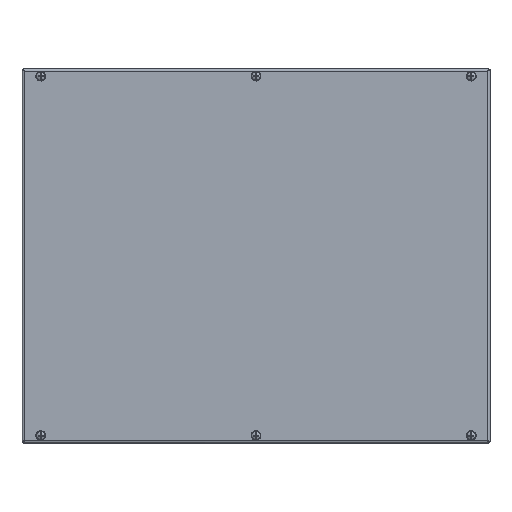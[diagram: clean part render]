
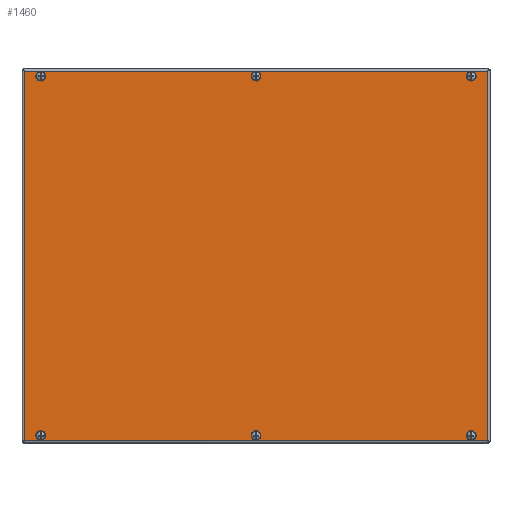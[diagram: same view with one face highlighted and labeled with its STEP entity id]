
A CAD part, top view. The second image highlights one B-rep face of the part: STEP entity #1460.
In plain terms, the highlighted face is planar.
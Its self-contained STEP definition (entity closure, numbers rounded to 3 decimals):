
#203 = AXIS2_PLACEMENT_3D ( 'NONE', #13971, #8897, #10704 ) ;
#610 = EDGE_LOOP ( 'NONE', ( #14915, #2438, #6366, #13832 ) ) ;
#904 = LINE ( 'NONE', #1423, #969 ) ;
#969 = VECTOR ( 'NONE', #1353, 1000. ) ;
#1246 = VERTEX_POINT ( 'NONE', #2656 ) ;
#1353 = DIRECTION ( 'NONE',  ( 1., 0., 0. ) ) ;
#1423 = CARTESIAN_POINT ( 'NONE',  ( -248.743, 197.5, 0. ) ) ;
#1460 = ADVANCED_FACE ( 'NONE', ( #4452, #3321, #2563, #2961, #2545, #2392, #2349 ), #12477, .F. ) ;
#1702 = ORIENTED_EDGE ( 'NONE', *, *, #10014, .F. ) ;
#2044 = EDGE_LOOP ( 'NONE', ( #9850 ) ) ;
#2145 = VECTOR ( 'NONE', #6844, 1000. ) ;
#2178 = LINE ( 'NONE', #6972, #2145 ) ;
#2349 = FACE_OUTER_BOUND ( 'NONE', #610, .T. ) ;
#2358 = VECTOR ( 'NONE', #7785, 1000. ) ;
#2392 = FACE_BOUND ( 'NONE', #2044, .T. ) ;
#2408 = LINE ( 'NONE', #7927, #2358 ) ;
#2438 = ORIENTED_EDGE ( 'NONE', *, *, #10923, .T. ) ;
#2545 = FACE_BOUND ( 'NONE', #7343, .T. ) ;
#2563 = FACE_BOUND ( 'NONE', #9550, .T. ) ;
#2594 = ORIENTED_EDGE ( 'NONE', *, *, #9787, .F. ) ;
#2616 = VECTOR ( 'NONE', #13340, 1000. ) ;
#2656 = CARTESIAN_POINT ( 'NONE',  ( -247.5, 197.5, 0. ) ) ;
#2961 = FACE_BOUND ( 'NONE', #15303, .T. ) ;
#3172 = CIRCLE ( 'NONE', #11194, 4. ) ;
#3321 = FACE_BOUND ( 'NONE', #8326, .T. ) ;
#3338 = CARTESIAN_POINT ( 'NONE',  ( 226., 192., 0. ) ) ;
#3413 = VERTEX_POINT ( 'NONE', #3338 ) ;
#3464 = CARTESIAN_POINT ( 'NONE',  ( -226., 192., 0. ) ) ;
#3484 = CARTESIAN_POINT ( 'NONE',  ( -234., -192., 0. ) ) ;
#3528 = CARTESIAN_POINT ( 'NONE',  ( 234., -192., 0. ) ) ;
#3553 = CARTESIAN_POINT ( 'NONE',  ( -4., 192., 0. ) ) ;
#3556 = VERTEX_POINT ( 'NONE', #3464 ) ;
#3571 = VERTEX_POINT ( 'NONE', #3484 ) ;
#3617 = VERTEX_POINT ( 'NONE', #3528 ) ;
#3620 = VERTEX_POINT ( 'NONE', #3553 ) ;
#3684 = CARTESIAN_POINT ( 'NONE',  ( 247.5, 197.5, 0. ) ) ;
#3752 = VERTEX_POINT ( 'NONE', #11587 ) ;
#3772 = VERTEX_POINT ( 'NONE', #3884 ) ;
#3884 = CARTESIAN_POINT ( 'NONE',  ( -4., -192., 0. ) ) ;
#4090 = CIRCLE ( 'NONE', #203, 4. ) ;
#4452 = FACE_BOUND ( 'NONE', #6651, .T. ) ;
#4592 = CIRCLE ( 'NONE', #12184, 4. ) ;
#4827 = CIRCLE ( 'NONE', #12486, 4. ) ;
#5053 = DIRECTION ( 'NONE',  ( -1., 0., 0. ) ) ;
#5074 = DIRECTION ( 'NONE',  ( 0., 0., -1. ) ) ;
#5099 = CARTESIAN_POINT ( 'NONE',  ( 0., -192., 0. ) ) ;
#5300 = CIRCLE ( 'NONE', #12928, 4. ) ;
#6179 = CIRCLE ( 'NONE', #14618, 4. ) ;
#6366 = ORIENTED_EDGE ( 'NONE', *, *, #11706, .T. ) ;
#6651 = EDGE_LOOP ( 'NONE', ( #9068 ) ) ;
#6844 = DIRECTION ( 'NONE',  ( 0., 1., 0. ) ) ;
#6972 = CARTESIAN_POINT ( 'NONE',  ( -247.5, -198.743, 0. ) ) ;
#7343 = EDGE_LOOP ( 'NONE', ( #16909 ) ) ;
#7785 = DIRECTION ( 'NONE',  ( -1., 0., 0. ) ) ;
#7927 = CARTESIAN_POINT ( 'NONE',  ( 248.743, -197.5, 0. ) ) ;
#8326 = EDGE_LOOP ( 'NONE', ( #2594 ) ) ;
#8422 = VERTEX_POINT ( 'NONE', #13011 ) ;
#8704 = ORIENTED_EDGE ( 'NONE', *, *, #10119, .F. ) ;
#8897 = DIRECTION ( 'NONE',  ( 0., 0., -1. ) ) ;
#9068 = ORIENTED_EDGE ( 'NONE', *, *, #9395, .F. ) ;
#9102 = DIRECTION ( 'NONE',  ( -1., 0., 0. ) ) ;
#9134 = DIRECTION ( 'NONE',  ( 0., 0., -1. ) ) ;
#9150 = CARTESIAN_POINT ( 'NONE',  ( 230., 192., 0. ) ) ;
#9186 = AXIS2_PLACEMENT_3D ( 'NONE', #16660, #12343, #11449 ) ;
#9395 = EDGE_CURVE ( 'NONE', #3772, #3772, #6179, .T. ) ;
#9550 = EDGE_LOOP ( 'NONE', ( #1702 ) ) ;
#9787 = EDGE_CURVE ( 'NONE', #3620, #3620, #5300, .T. ) ;
#9850 = ORIENTED_EDGE ( 'NONE', *, *, #10507, .F. ) ;
#10014 = EDGE_CURVE ( 'NONE', #3617, #3617, #4827, .T. ) ;
#10119 = EDGE_CURVE ( 'NONE', #3571, #3571, #4592, .T. ) ;
#10214 = EDGE_CURVE ( 'NONE', #3556, #3556, #4090, .T. ) ;
#10507 = EDGE_CURVE ( 'NONE', #3413, #3413, #3172, .T. ) ;
#10704 = DIRECTION ( 'NONE',  ( 1., 0., 0. ) ) ;
#10850 = EDGE_CURVE ( 'NONE', #3752, #8422, #2408, .T. ) ;
#10923 = EDGE_CURVE ( 'NONE', #8422, #1246, #2178, .T. ) ;
#11194 = AXIS2_PLACEMENT_3D ( 'NONE', #9150, #9134, #9102 ) ;
#11449 = DIRECTION ( 'NONE',  ( 1., 0., 0. ) ) ;
#11587 = CARTESIAN_POINT ( 'NONE',  ( 247.5, -197.5, 0. ) ) ;
#11706 = EDGE_CURVE ( 'NONE', #1246, #15918, #904, .T. ) ;
#11862 = DIRECTION ( 'NONE',  ( -1., 0., 0. ) ) ;
#11873 = DIRECTION ( 'NONE',  ( 0., 0., -1. ) ) ;
#11949 = EDGE_CURVE ( 'NONE', #15918, #3752, #11983, .T. ) ;
#11983 = LINE ( 'NONE', #13528, #2616 ) ;
#12184 = AXIS2_PLACEMENT_3D ( 'NONE', #14939, #11873, #11862 ) ;
#12343 = DIRECTION ( 'NONE',  ( 0., 0., 1. ) ) ;
#12477 = PLANE ( 'NONE',  #9186 ) ;
#12486 = AXIS2_PLACEMENT_3D ( 'NONE', #12602, #12584, #12582 ) ;
#12582 = DIRECTION ( 'NONE',  ( 1., 0., 0. ) ) ;
#12584 = DIRECTION ( 'NONE',  ( 0., 0., -1. ) ) ;
#12602 = CARTESIAN_POINT ( 'NONE',  ( 230., -192., 0. ) ) ;
#12928 = AXIS2_PLACEMENT_3D ( 'NONE', #14077, #14046, #13987 ) ;
#13011 = CARTESIAN_POINT ( 'NONE',  ( -247.5, -197.5, 0. ) ) ;
#13340 = DIRECTION ( 'NONE',  ( 0., -1., 0. ) ) ;
#13528 = CARTESIAN_POINT ( 'NONE',  ( 247.5, 198.743, 0. ) ) ;
#13832 = ORIENTED_EDGE ( 'NONE', *, *, #11949, .T. ) ;
#13971 = CARTESIAN_POINT ( 'NONE',  ( -230., 192., 0. ) ) ;
#13987 = DIRECTION ( 'NONE',  ( -1., 0., 0. ) ) ;
#14046 = DIRECTION ( 'NONE',  ( 0., 0., -1. ) ) ;
#14077 = CARTESIAN_POINT ( 'NONE',  ( 0., 192., 0. ) ) ;
#14618 = AXIS2_PLACEMENT_3D ( 'NONE', #5099, #5074, #5053 ) ;
#14915 = ORIENTED_EDGE ( 'NONE', *, *, #10850, .T. ) ;
#14939 = CARTESIAN_POINT ( 'NONE',  ( -230., -192., 0. ) ) ;
#15303 = EDGE_LOOP ( 'NONE', ( #8704 ) ) ;
#15918 = VERTEX_POINT ( 'NONE', #3684 ) ;
#16660 = CARTESIAN_POINT ( 'NONE',  ( -250., 200., 0. ) ) ;
#16909 = ORIENTED_EDGE ( 'NONE', *, *, #10214, .F. ) ;
